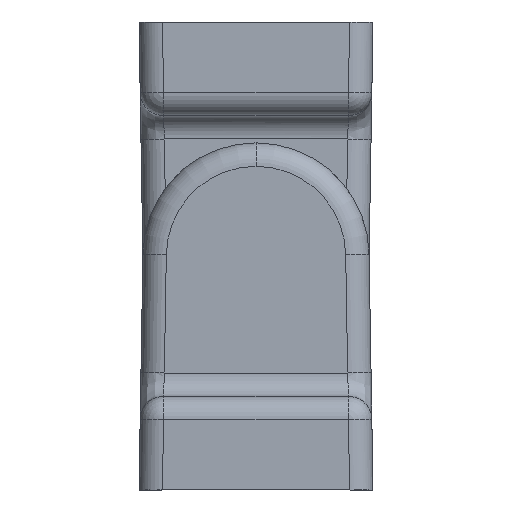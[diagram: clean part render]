
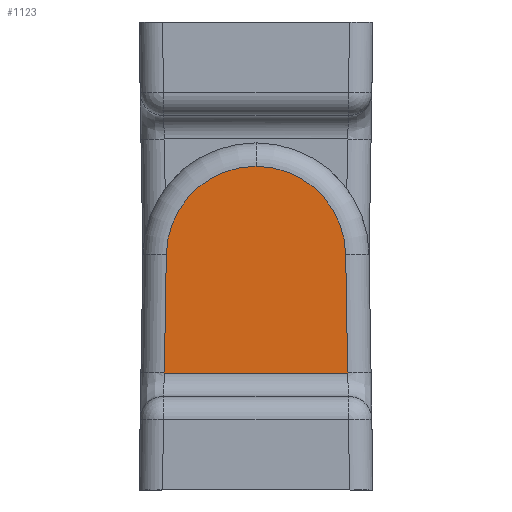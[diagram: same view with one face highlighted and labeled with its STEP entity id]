
A CAD part, front view. The second image highlights one B-rep face of the part: STEP entity #1123.
In plain terms, the highlighted planar face has unit normal (0, -1, 0).
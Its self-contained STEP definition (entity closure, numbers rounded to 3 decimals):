
#183 = CIRCLE ( 'NONE', #187, 11.5 ) ;
#187 = AXIS2_PLACEMENT_3D ( 'NONE', #257, #258, #259 ) ;
#192 = VECTOR ( 'NONE', #267, 1000. ) ;
#193 = VECTOR ( 'NONE', #269, 1000. ) ;
#194 = VECTOR ( 'NONE', #271, 1000. ) ;
#257 = CARTESIAN_POINT ( 'NONE',  ( 0., -63., 0. ) ) ;
#258 = DIRECTION ( 'NONE',  ( 0., -1., 0. ) ) ;
#259 = DIRECTION ( 'NONE',  ( 0., 0., 1. ) ) ;
#266 = CARTESIAN_POINT ( 'NONE',  ( 11.254, -63., 14.936 ) ) ;
#267 = DIRECTION ( 'NONE',  ( -0.017, 0., 1. ) ) ;
#268 = CARTESIAN_POINT ( 'NONE',  ( -11.262, -63., 14.438 ) ) ;
#269 = DIRECTION ( 'NONE',  ( -0.017, 0., -1. ) ) ;
#270 = CARTESIAN_POINT ( 'NONE',  ( 14.801, -63., -15. ) ) ;
#271 = DIRECTION ( 'NONE',  ( 1., 0., 0. ) ) ;
#456 = CIRCLE ( 'NONE', #457, 11.5 ) ;
#457 = AXIS2_PLACEMENT_3D ( 'NONE', #561, #562, #563 ) ;
#561 = CARTESIAN_POINT ( 'NONE',  ( 0., -63., 0. ) ) ;
#562 = DIRECTION ( 'NONE',  ( 0., -1., 0. ) ) ;
#563 = DIRECTION ( 'NONE',  ( 0., 0., 1. ) ) ;
#574 = CARTESIAN_POINT ( 'NONE',  ( 11.498, -63., 0.191 ) ) ;
#575 = CARTESIAN_POINT ( 'NONE',  ( -11.751, -63., -15. ) ) ;
#576 = CARTESIAN_POINT ( 'NONE',  ( 11.751, -63., -15. ) ) ;
#610 = CARTESIAN_POINT ( 'NONE',  ( 0., -63., 11.5 ) ) ;
#1045 = EDGE_CURVE ( 'NONE', #2186, #2222, #183, .T. ) ;
#1048 = EDGE_CURVE ( 'NONE', #2188, #2186, #2413, .T. ) ;
#1049 = EDGE_CURVE ( 'NONE', #2273, #2187, #2414, .T. ) ;
#1050 = EDGE_CURVE ( 'NONE', #2187, #2188, #2415, .T. ) ;
#1123 = ADVANCED_FACE ( 'NONE', ( #2467 ), #1635, .F. ) ;
#1252 = EDGE_CURVE ( 'NONE', #2222, #2273, #456, .T. ) ;
#1330 = CARTESIAN_POINT ( 'NONE',  ( -11.498, -63., 0.191 ) ) ;
#1635 = PLANE ( 'NONE',  #1780 ) ;
#1636 = CARTESIAN_POINT ( 'NONE',  ( -15., -63., 14.5 ) ) ;
#1637 = DIRECTION ( 'NONE',  ( 0., 1., 0. ) ) ;
#1638 = DIRECTION ( 'NONE',  ( 0., 0., 1. ) ) ;
#1780 = AXIS2_PLACEMENT_3D ( 'NONE', #1636, #1637, #1638 ) ;
#1873 = ORIENTED_EDGE ( 'NONE', *, *, #1050, .T. ) ;
#1874 = ORIENTED_EDGE ( 'NONE', *, *, #1048, .T. ) ;
#1875 = ORIENTED_EDGE ( 'NONE', *, *, #1252, .T. ) ;
#1877 = ORIENTED_EDGE ( 'NONE', *, *, #1049, .T. ) ;
#1918 = ORIENTED_EDGE ( 'NONE', *, *, #1045, .T. ) ;
#2030 = EDGE_LOOP ( 'NONE', ( #1918, #1875, #1877, #1873, #1874 ) ) ;
#2186 = VERTEX_POINT ( 'NONE', #574 ) ;
#2187 = VERTEX_POINT ( 'NONE', #575 ) ;
#2188 = VERTEX_POINT ( 'NONE', #576 ) ;
#2222 = VERTEX_POINT ( 'NONE', #610 ) ;
#2273 = VERTEX_POINT ( 'NONE', #1330 ) ;
#2413 = LINE ( 'NONE', #266, #192 ) ;
#2414 = LINE ( 'NONE', #268, #193 ) ;
#2415 = LINE ( 'NONE', #270, #194 ) ;
#2467 = FACE_OUTER_BOUND ( 'NONE', #2030, .T. ) ;
